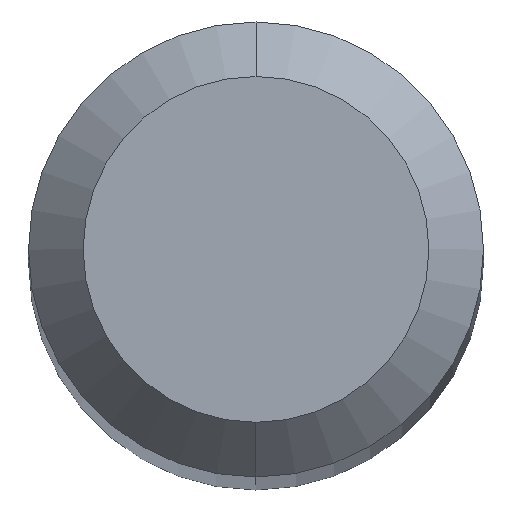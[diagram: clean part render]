
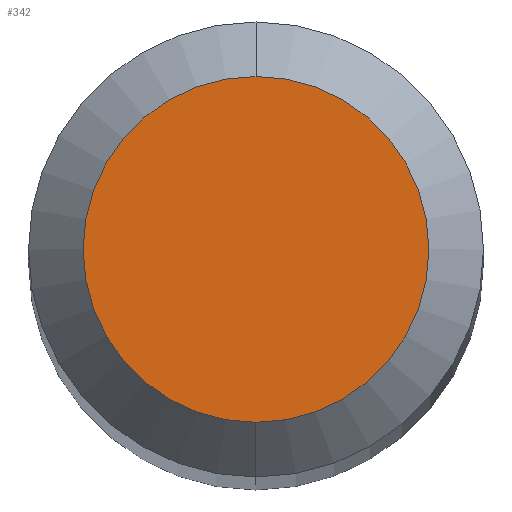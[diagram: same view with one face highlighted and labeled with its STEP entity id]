
A CAD part, top view. The second image highlights one B-rep face of the part: STEP entity #342.
In plain terms, the highlighted planar face has unit normal (0, 0, 1).
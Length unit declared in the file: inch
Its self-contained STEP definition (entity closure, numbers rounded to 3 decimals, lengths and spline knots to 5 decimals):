
#25 = DIRECTION ( 'NONE',  ( 0., 0., 1. ) ) ;
#35 = VERTEX_POINT ( 'NONE', #200 ) ;
#39 = CARTESIAN_POINT ( 'NONE',  ( 0., 0.0475, 0. ) ) ;
#82 = AXIS2_PLACEMENT_3D ( 'NONE', #498, #377, #304 ) ;
#145 = CARTESIAN_POINT ( 'NONE',  ( 0., 0.0475, 0. ) ) ;
#147 = CARTESIAN_POINT ( 'NONE',  ( 0., 0., 0. ) ) ;
#191 = DIRECTION ( 'NONE',  ( 0., 0., -1. ) ) ;
#198 = ORIENTED_EDGE ( 'NONE', *, *, #254, .T. ) ;
#200 = CARTESIAN_POINT ( 'NONE',  ( 0., -0.0475, 0. ) ) ;
#254 = EDGE_CURVE ( 'NONE', #416, #35, #419, .T. ) ;
#273 = DIRECTION ( 'NONE',  ( 0., 1., 0. ) ) ;
#304 = DIRECTION ( 'NONE',  ( 0., -1., 0. ) ) ;
#327 = AXIS2_PLACEMENT_3D ( 'NONE', #145, #191, #273 ) ;
#333 = EDGE_CURVE ( 'NONE', #35, #416, #355, .T. ) ;
#338 = DIRECTION ( 'NONE',  ( 0., -1., 0. ) ) ;
#342 = ADVANCED_FACE ( 'NONE', ( #424 ), #493, .F. ) ;
#355 = CIRCLE ( 'NONE', #82, 0.0475 ) ;
#377 = DIRECTION ( 'NONE',  ( 0., 0., 1. ) ) ;
#378 = EDGE_LOOP ( 'NONE', ( #198, #497 ) ) ;
#386 = AXIS2_PLACEMENT_3D ( 'NONE', #147, #25, #338 ) ;
#416 = VERTEX_POINT ( 'NONE', #39 ) ;
#419 = CIRCLE ( 'NONE', #386, 0.0475 ) ;
#424 = FACE_OUTER_BOUND ( 'NONE', #378, .T. ) ;
#493 = PLANE ( 'NONE',  #327 ) ;
#497 = ORIENTED_EDGE ( 'NONE', *, *, #333, .T. ) ;
#498 = CARTESIAN_POINT ( 'NONE',  ( 0., 0., 0. ) ) ;
